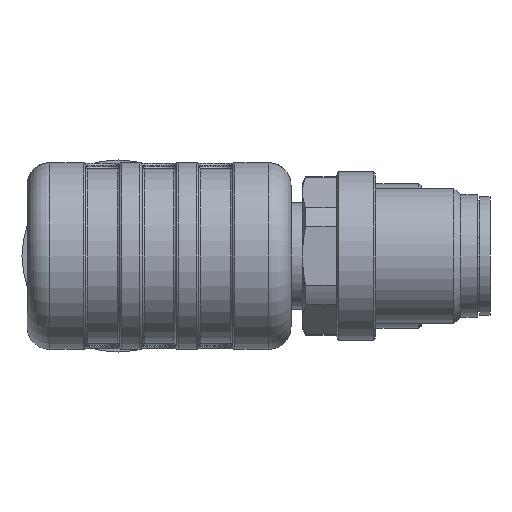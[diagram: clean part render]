
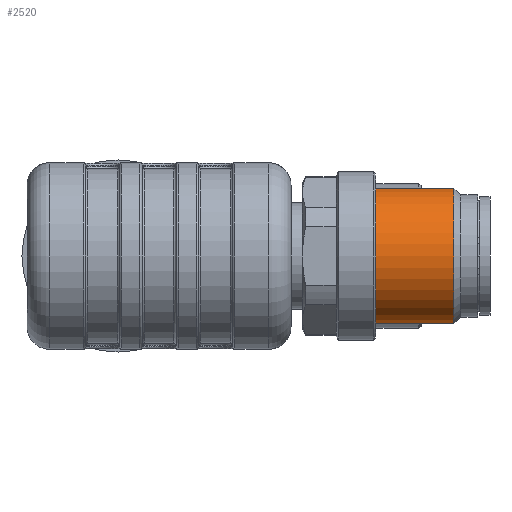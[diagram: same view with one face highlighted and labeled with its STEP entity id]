
A CAD part, front view. The second image highlights one B-rep face of the part: STEP entity #2520.
In plain terms, the highlighted cylindrical face has radius 6 mm (diameter 12 mm), a full revolution.
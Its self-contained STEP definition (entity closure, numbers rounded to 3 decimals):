
#2520=ADVANCED_FACE('',(#3022,#3023),#2895,.T.);
#2895=CYLINDRICAL_SURFACE('',#9159,6.);
#3022=FACE_BOUND('',#3398,.T.);
#3023=FACE_BOUND('',#3399,.T.);
#3398=EDGE_LOOP('',(#4875));
#3399=EDGE_LOOP('',(#4876));
#4875=ORIENTED_EDGE('',*,*,#7610,.F.);
#4876=ORIENTED_EDGE('',*,*,#7609,.T.);
#6605=VERTEX_POINT('',#15411);
#6606=VERTEX_POINT('',#15414);
#7609=EDGE_CURVE('',#6605,#6605,#8510,.T.);
#7610=EDGE_CURVE('',#6606,#6606,#8511,.T.);
#8510=CIRCLE('',#9156,6.);
#8511=CIRCLE('',#9158,6.);
#9156=AXIS2_PLACEMENT_3D('',#15410,#10643,#10644);
#9158=AXIS2_PLACEMENT_3D('',#15413,#10647,#10648);
#9159=AXIS2_PLACEMENT_3D('',#15415,#10649,#10650);
#10643=DIRECTION('',(1.,0.,0.));
#10644=DIRECTION('',(0.,1.,0.));
#10647=DIRECTION('',(1.,0.,0.));
#10648=DIRECTION('',(0.,1.,0.));
#10649=DIRECTION('',(1.,0.,0.));
#10650=DIRECTION('',(0.,-1.,0.));
#15410=CARTESIAN_POINT('',(22.8,-108.294,0.));
#15411=CARTESIAN_POINT('',(22.8,-102.294,0.));
#15413=CARTESIAN_POINT('',(29.7,-108.294,0.));
#15414=CARTESIAN_POINT('',(29.7,-102.294,0.));
#15415=CARTESIAN_POINT('',(31.8,-108.294,0.));
